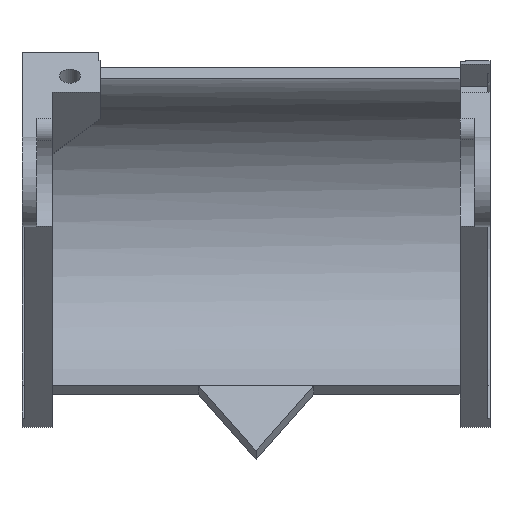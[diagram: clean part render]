
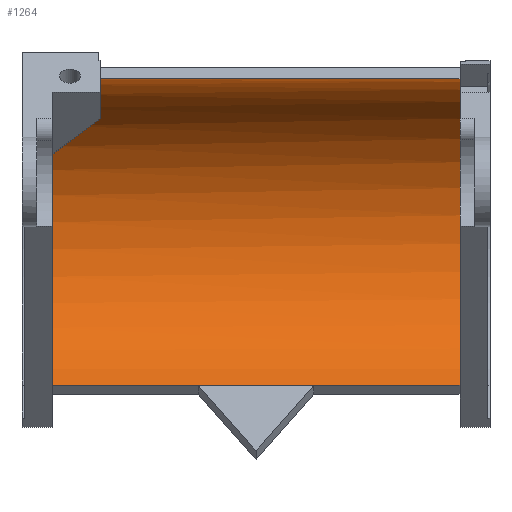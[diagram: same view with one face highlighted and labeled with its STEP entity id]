
A CAD part, front view. The second image highlights one B-rep face of the part: STEP entity #1264.
In plain terms, the highlighted cylindrical face has radius 27.518 mm (diameter 55.036 mm), a partial arc.
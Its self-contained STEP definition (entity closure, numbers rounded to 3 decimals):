
#127=FACE_OUTER_BOUND('',#199,.T.);
#199=EDGE_LOOP('',(#1137,#1138,#1139,#1140,#1141,#1142,#1143,#1144,#1145));
#246=LINE('',#1835,#385);
#315=LINE('',#2014,#454);
#316=LINE('',#2015,#455);
#323=LINE('',#2033,#462);
#327=LINE('',#2040,#466);
#340=LINE('',#2081,#479);
#385=VECTOR('',#1462,10.);
#454=VECTOR('',#1631,10.);
#455=VECTOR('',#1632,10.);
#462=VECTOR('',#1649,10.);
#466=VECTOR('',#1657,10.);
#479=VECTOR('',#1708,10.);
#494=CIRCLE('',#1290,27.518);
#500=CIRCLE('',#1300,27.518);
#510=CIRCLE('',#1321,27.518);
#558=VERTEX_POINT('',#1810);
#559=VERTEX_POINT('',#1812);
#568=VERTEX_POINT('',#1833);
#575=VERTEX_POINT('',#1853);
#604=VERTEX_POINT('',#1932);
#605=VERTEX_POINT('',#1934);
#628=VERTEX_POINT('',#2013);
#633=VERTEX_POINT('',#2027);
#634=VERTEX_POINT('',#2031);
#685=EDGE_CURVE('',#558,#559,#494,.T.);
#696=EDGE_CURVE('',#558,#568,#246,.T.);
#707=EDGE_CURVE('',#568,#575,#500,.T.);
#746=EDGE_CURVE('',#604,#605,#510,.T.);
#786=EDGE_CURVE('',#628,#605,#315,.T.);
#787=EDGE_CURVE('',#575,#628,#316,.T.);
#795=EDGE_CURVE('',#634,#633,#323,.T.);
#799=EDGE_CURVE('',#633,#604,#327,.T.);
#819=EDGE_CURVE('',#559,#634,#340,.T.);
#1137=ORIENTED_EDGE('',*,*,#696,.T.);
#1138=ORIENTED_EDGE('',*,*,#707,.T.);
#1139=ORIENTED_EDGE('',*,*,#787,.T.);
#1140=ORIENTED_EDGE('',*,*,#786,.T.);
#1141=ORIENTED_EDGE('',*,*,#746,.F.);
#1142=ORIENTED_EDGE('',*,*,#799,.F.);
#1143=ORIENTED_EDGE('',*,*,#795,.F.);
#1144=ORIENTED_EDGE('',*,*,#819,.F.);
#1145=ORIENTED_EDGE('',*,*,#685,.F.);
#1205=CYLINDRICAL_SURFACE('',#1370,27.518);
#1264=ADVANCED_FACE('',(#127),#1205,.F.);
#1290=AXIS2_PLACEMENT_3D('',#1813,#1444,#1445);
#1300=AXIS2_PLACEMENT_3D('',#1855,#1480,#1481);
#1321=AXIS2_PLACEMENT_3D('',#1935,#1551,#1552);
#1370=AXIS2_PLACEMENT_3D('',#2080,#1706,#1707);
#1444=DIRECTION('center_axis',(-1.,0.,0.));
#1445=DIRECTION('ref_axis',(0.,0.513,-0.858));
#1462=DIRECTION('',(-1.,0.,0.));
#1480=DIRECTION('center_axis',(1.,0.,0.));
#1481=DIRECTION('ref_axis',(0.,0.513,-0.858));
#1551=DIRECTION('center_axis',(1.,0.,0.));
#1552=DIRECTION('ref_axis',(0.,0.513,-0.858));
#1631=DIRECTION('',(-1.,0.,0.));
#1632=DIRECTION('',(-1.,0.,0.));
#1649=DIRECTION('',(-1.,0.,0.));
#1657=DIRECTION('',(-1.,0.,0.));
#1706=DIRECTION('center_axis',(1.,0.,0.));
#1707=DIRECTION('ref_axis',(0.,0.513,-0.858));
#1708=DIRECTION('',(-1.,0.,0.));
#1810=CARTESIAN_POINT('',(237.,286.093,641.222));
#1812=CARTESIAN_POINT('',(237.,299.547,590.09));
#1813=CARTESIAN_POINT('Origin',(237.,285.43,613.711));
#1833=CARTESIAN_POINT('',(176.8,286.093,641.222));
#1835=CARTESIAN_POINT('',(167.,286.093,641.222));
#1853=CARTESIAN_POINT('',(176.8,279.417,640.565));
#1855=CARTESIAN_POINT('Origin',(176.8,285.43,613.711));
#1932=CARTESIAN_POINT('',(169.,299.547,590.09));
#1934=CARTESIAN_POINT('',(169.,279.417,640.565));
#1935=CARTESIAN_POINT('Origin',(169.,285.43,613.711));
#2013=CARTESIAN_POINT('',(175.,279.417,640.565));
#2014=CARTESIAN_POINT('',(167.,279.417,640.565));
#2015=CARTESIAN_POINT('',(167.,279.417,640.565));
#2027=CARTESIAN_POINT('',(193.355,299.547,590.09));
#2031=CARTESIAN_POINT('',(212.645,299.547,590.09));
#2033=CARTESIAN_POINT('',(167.,299.547,590.09));
#2040=CARTESIAN_POINT('',(167.,299.547,590.09));
#2080=CARTESIAN_POINT('Origin',(167.,285.43,613.711));
#2081=CARTESIAN_POINT('',(167.,299.547,590.09));
